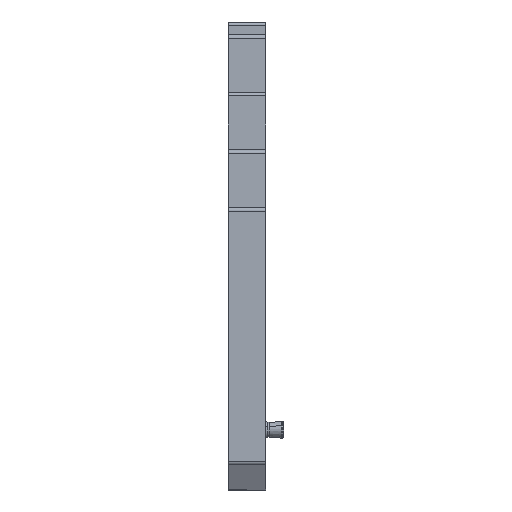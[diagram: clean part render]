
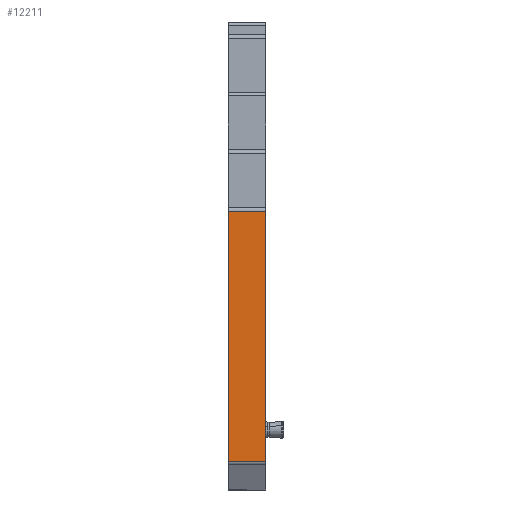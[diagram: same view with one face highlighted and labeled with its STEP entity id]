
A CAD part, front view. The second image highlights one B-rep face of the part: STEP entity #12211.
In plain terms, the highlighted planar face has unit normal (0, -1, 0).
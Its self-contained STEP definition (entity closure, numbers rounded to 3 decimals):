
#12191=AXIS2_PLACEMENT_3D('Plane Axis2P3D',#12188,#12189,#12190) ;
#1185=CARTESIAN_POINT('Vertex',(5.1,0.,37.75)) ;
#1188=CARTESIAN_POINT('Line Origine',(5.1,0.,20.817)) ;
#1192=CARTESIAN_POINT('Vertex',(5.1,0.,3.885)) ;
#12173=CARTESIAN_POINT('Vertex',(0.,0.,37.75)) ;
#12176=CARTESIAN_POINT('Line Origine',(2.55,0.,37.75)) ;
#12188=CARTESIAN_POINT('Axis2P3D Location',(0.,0.,3.885)) ;
#12193=CARTESIAN_POINT('Line Origine',(0.,0.,20.817)) ;
#12197=CARTESIAN_POINT('Vertex',(0.,0.,3.885)) ;
#12200=CARTESIAN_POINT('Line Origine',(2.55,0.,3.885)) ;
#1189=DIRECTION('Vector Direction',(0.,0.,1.)) ;
#12177=DIRECTION('Vector Direction',(1.,0.,0.)) ;
#12189=DIRECTION('Axis2P3D Direction',(0.,1.,0.)) ;
#12190=DIRECTION('Axis2P3D XDirection',(0.,0.,1.)) ;
#12194=DIRECTION('Vector Direction',(0.,0.,1.)) ;
#12201=DIRECTION('Vector Direction',(1.,0.,0.)) ;
#1190=VECTOR('Line Direction',#1189,1.) ;
#12178=VECTOR('Line Direction',#12177,1.) ;
#12195=VECTOR('Line Direction',#12194,1.) ;
#12202=VECTOR('Line Direction',#12201,1.) ;
#12206=ORIENTED_EDGE('',*,*,#12180,.F.) ;
#12207=ORIENTED_EDGE('',*,*,#12199,.T.) ;
#12208=ORIENTED_EDGE('',*,*,#12204,.T.) ;
#12209=ORIENTED_EDGE('',*,*,#1194,.F.) ;
#12211=ADVANCED_FACE('Koerper.2 41624_AP_ZRV2_5-neu',(#12210),#12192,.F.) ;
#1194=EDGE_CURVE('',#1186,#1193,#1191,.F.) ;
#12180=EDGE_CURVE('',#12174,#1186,#12179,.T.) ;
#12199=EDGE_CURVE('',#12174,#12198,#12196,.F.) ;
#12204=EDGE_CURVE('',#12198,#1193,#12203,.T.) ;
#12205=EDGE_LOOP('',(#12206,#12207,#12208,#12209)) ;
#12210=FACE_OUTER_BOUND('',#12205,.T.) ;
#1191=LINE('Line',#1188,#1190) ;
#12179=LINE('Line',#12176,#12178) ;
#12196=LINE('Line',#12193,#12195) ;
#12203=LINE('Line',#12200,#12202) ;
#12192=PLANE('',#12191) ;
#1186=VERTEX_POINT('',#1185) ;
#1193=VERTEX_POINT('',#1192) ;
#12174=VERTEX_POINT('',#12173) ;
#12198=VERTEX_POINT('',#12197) ;
